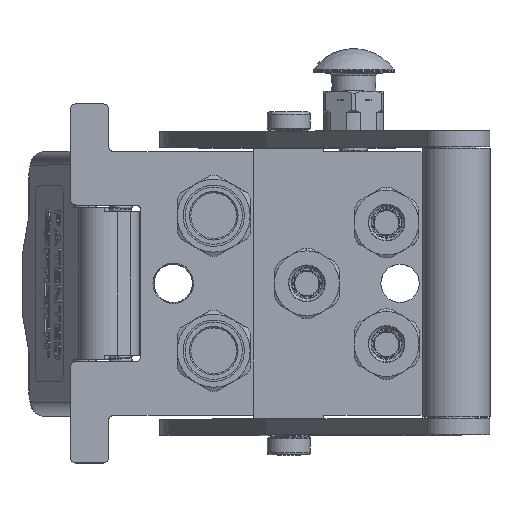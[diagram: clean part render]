
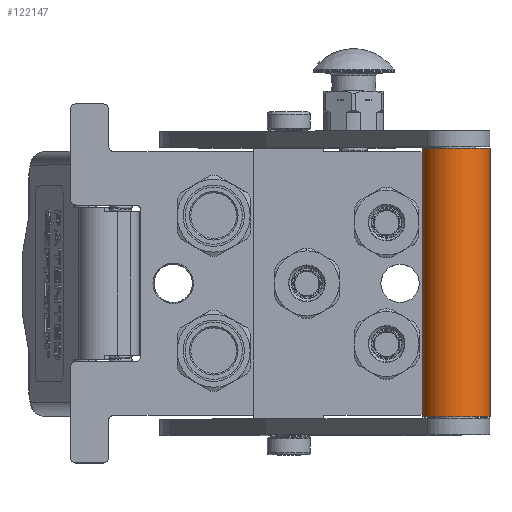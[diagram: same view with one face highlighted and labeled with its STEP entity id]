
A CAD part, top view. The second image highlights one B-rep face of the part: STEP entity #122147.
In plain terms, the highlighted cylindrical face has radius 12.5 mm (diameter 25 mm), a partial arc.
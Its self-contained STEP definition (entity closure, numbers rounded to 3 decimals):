
#176 = CARTESIAN_POINT ( 'NONE',  ( 104., 0., 12.5 ) ) ;
#531 = VERTEX_POINT ( 'NONE', #77196 ) ;
#1332 = DIRECTION ( 'NONE',  ( 0., 0., -1. ) ) ;
#3085 = CIRCLE ( 'NONE', #55755, 12.5 ) ;
#7436 = DIRECTION ( 'NONE',  ( 0., 0., -1. ) ) ;
#23810 = ORIENTED_EDGE ( 'NONE', *, *, #43670, .F. ) ;
#25888 = CARTESIAN_POINT ( 'NONE',  ( -5.425, 0., 0. ) ) ;
#26675 = EDGE_CURVE ( 'NONE', #35205, #74184, #3085, .T. ) ;
#27938 = EDGE_CURVE ( 'NONE', #74184, #74912, #80083, .T. ) ;
#29493 = CIRCLE ( 'NONE', #106900, 12.5 ) ;
#32800 = CARTESIAN_POINT ( 'NONE',  ( 104., 0., -12.5 ) ) ;
#35205 = VERTEX_POINT ( 'NONE', #32800 ) ;
#41686 = ORIENTED_EDGE ( 'NONE', *, *, #60056, .F. ) ;
#43670 = EDGE_CURVE ( 'NONE', #531, #74912, #29493, .T. ) ;
#48753 = DIRECTION ( 'NONE',  ( 0., 0., 1. ) ) ;
#51420 = DIRECTION ( 'NONE',  ( -1., 0., 0. ) ) ;
#53927 = CYLINDRICAL_SURFACE ( 'NONE', #75853, 12.5 ) ;
#54058 = LINE ( 'NONE', #103705, #94285 ) ;
#55755 = AXIS2_PLACEMENT_3D ( 'NONE', #116769, #67525, #7436 ) ;
#60056 = EDGE_CURVE ( 'NONE', #35205, #531, #54058, .T. ) ;
#60479 = CARTESIAN_POINT ( 'NONE',  ( 4.5, 0., 12.5 ) ) ;
#60529 = CARTESIAN_POINT ( 'NONE',  ( 4.5, 0., 0. ) ) ;
#62718 = EDGE_LOOP ( 'NONE', ( #78469, #119578, #23810, #41686 ) ) ;
#67525 = DIRECTION ( 'NONE',  ( -1., 0., 0. ) ) ;
#67594 = VECTOR ( 'NONE', #100497, 1000. ) ;
#74184 = VERTEX_POINT ( 'NONE', #83903 ) ;
#74912 = VERTEX_POINT ( 'NONE', #60479 ) ;
#75853 = AXIS2_PLACEMENT_3D ( 'NONE', #25888, #117137, #48753 ) ;
#77196 = CARTESIAN_POINT ( 'NONE',  ( 4.5, 0., -12.5 ) ) ;
#78469 = ORIENTED_EDGE ( 'NONE', *, *, #26675, .T. ) ;
#80083 = LINE ( 'NONE', #176, #67594 ) ;
#83903 = CARTESIAN_POINT ( 'NONE',  ( 104., 0., 12.5 ) ) ;
#84788 = DIRECTION ( 'NONE',  ( -1., 0., 0. ) ) ;
#94285 = VECTOR ( 'NONE', #84788, 1000. ) ;
#100497 = DIRECTION ( 'NONE',  ( -1., 0., 0. ) ) ;
#103705 = CARTESIAN_POINT ( 'NONE',  ( 104., 0., -12.5 ) ) ;
#106900 = AXIS2_PLACEMENT_3D ( 'NONE', #60529, #51420, #1332 ) ;
#116769 = CARTESIAN_POINT ( 'NONE',  ( 104., 0., 0. ) ) ;
#117137 = DIRECTION ( 'NONE',  ( -1., 0., 0. ) ) ;
#119578 = ORIENTED_EDGE ( 'NONE', *, *, #27938, .T. ) ;
#122147 = ADVANCED_FACE ( 'NONE', ( #124989 ), #53927, .T. ) ;
#124989 = FACE_OUTER_BOUND ( 'NONE', #62718, .T. ) ;
